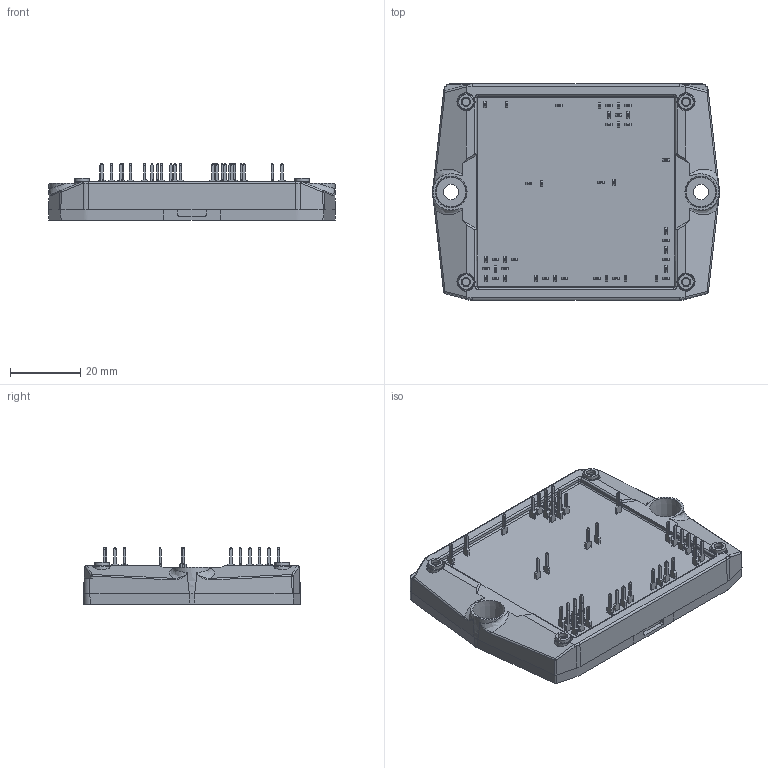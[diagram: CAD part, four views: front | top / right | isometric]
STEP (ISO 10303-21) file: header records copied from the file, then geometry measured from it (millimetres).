
FILE_DESCRIPTION(/* description */ ('Unknown'),/* implementation_level */ '2;1');
FILE_NAME(/* name */ 'FlowS3-4T120ZA-PA20(430)-01-OL',/* time_stamp */ '2021-03-25T13:16:32+01:00',/* author */ ('Unknown'),/* organization */ ('Unknown'),/* preprocessor_version */ 'ST-DEVELOPER v16.7',/* originating_system */ 'Solid Edge',/* authorisation */ 'Unknown');
FILE_SCHEMA (('AUTOMOTIVE_DESIGN {1 0 10303 214 3 1 1}'));
Products named in the file (1): FlowS3-4T120ZA-PA20-OL
Bounding box: 81.54 x 61.55 x 16.15 mm (x, y, z)
Volume: 41609.3 mm3; surface area: 19521.6 mm2
Topology: 1 solids, 1 shells, 2028 faces, 5650 edges, 3716 vertices
Faces by surface type: plane 1117, cylinder 664, bspline 155, cone 76, sphere 8, torus 8
Full cylindrical faces by diameter (mm): 2.609 x4, 4.082 x4, 4.4 x2, 10.4 x2
Entity records: 85237 total; most frequent: CARTESIAN_POINT 19595, ORIENTED_EDGE 11150, DIRECTION 10195, EDGE_CURVE 5575, VERTEX_POINT 3688, LINE 3531, VECTOR 3531, AXIS2_PLACEMENT_3D 3332
